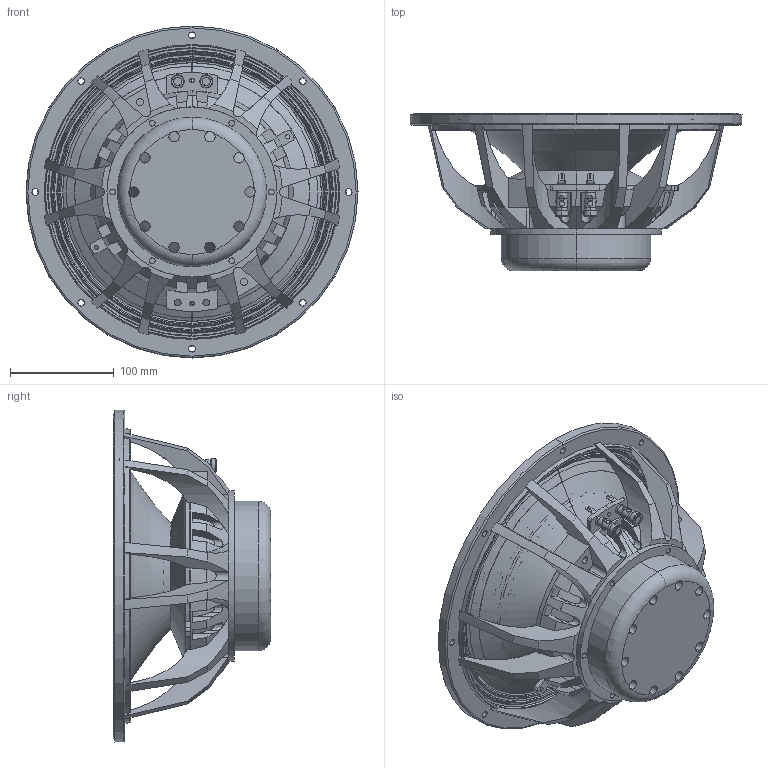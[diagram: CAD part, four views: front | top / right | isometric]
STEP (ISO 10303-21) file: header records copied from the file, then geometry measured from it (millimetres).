
FILE_DESCRIPTION (( 'STEP AP203' ), '1' );
FILE_NAME ('185-123NPM.STEP', '2019-08-15T11:22:38', ( 'SZ-' ), ( 'Micorosoft' ), 'SwSTEP 2.0', 'SolidWorks 2019', '' );
FILE_SCHEMA (( 'CONFIG_CONTROL_DESIGN' ));
Length unit declared in the file: millimetre
Products named in the file (1): 185-123NPM
Bounding box: 320 x 151.8 x 320 mm (x, y, z)
Volume: 2240939 mm3; surface area: 533878.7 mm2
Topology: 22 solids, 24 shells, 1147 faces, 3279 edges, 2143 vertices
Faces by surface type: cylinder 429, plane 298, cone 156, bspline 151, torus 113
Entity records: 54721 total; most frequent: CARTESIAN_POINT 26174, ORIENTED_EDGE 6546, DIRECTION 5261, EDGE_CURVE 3273, VERTEX_POINT 2143, AXIS2_PLACEMENT_3D 2134, EDGE_LOOP 1272, ADVANCED_FACE 1147
